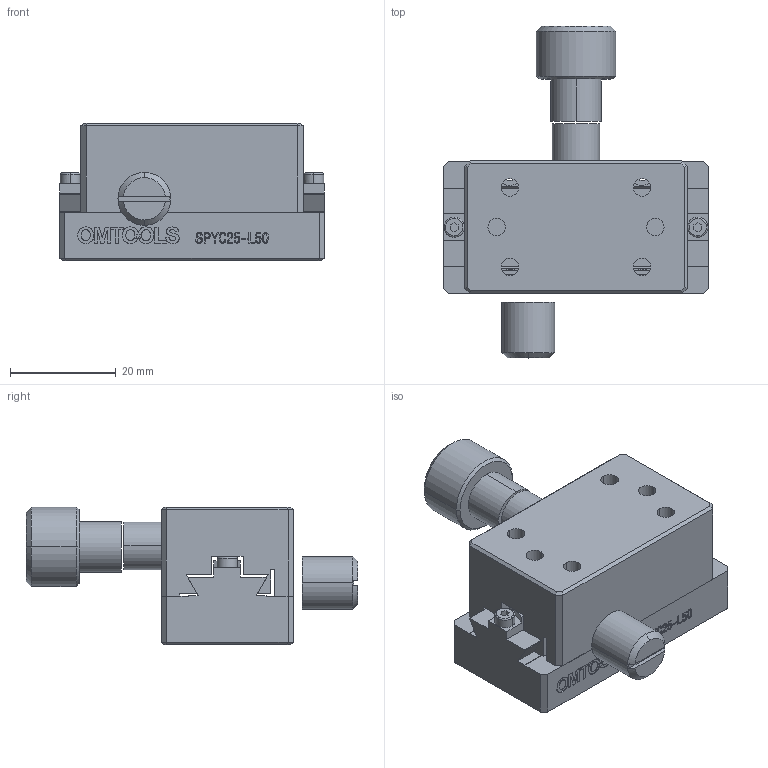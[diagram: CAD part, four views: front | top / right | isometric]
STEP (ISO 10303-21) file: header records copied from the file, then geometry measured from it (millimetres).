
FILE_DESCRIPTION (( 'STEP AP203' ), '1' );
FILE_NAME ('SPYC25-L50.STEP', '2020-07-13T06:22:42', ( 'User' ), ( 'Microsoft' ), 'SwSTEP 2.0', 'SolidWorks 2018', '' );
FILE_SCHEMA (( 'CONFIG_CONTROL_DESIGN' ));
Length unit declared in the file: millimetre
Products named in the file (2): SPYC25-L50
Bounding box: 50 x 62.7 x 26 mm (x, y, z)
Surface area: 11213.2 mm2 (no closed solid volume)
Topology: 0 solids, 4 shells, 258 faces, 872 edges, 596 vertices
Faces by surface type: plane 160, bspline 60, cylinder 32, cone 6
Entity records: 14857 total; most frequent: CARTESIAN_POINT 7805, ORIENTED_EDGE 1446, DIRECTION 1139, EDGE_CURVE 872, VERTEX_POINT 596, VECTOR 579, LINE 579, EDGE_LOOP 303
